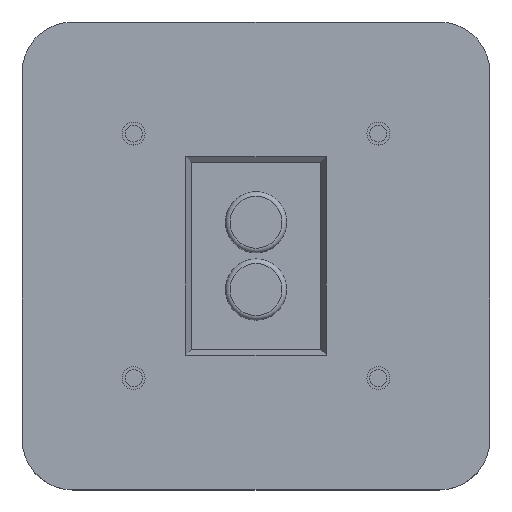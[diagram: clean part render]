
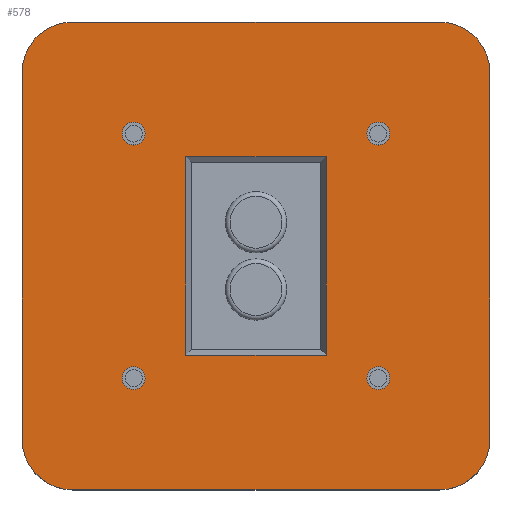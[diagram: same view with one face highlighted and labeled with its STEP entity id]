
A CAD part, top view. The second image highlights one B-rep face of the part: STEP entity #578.
In plain terms, the highlighted planar face has unit normal (0, 0, 1).
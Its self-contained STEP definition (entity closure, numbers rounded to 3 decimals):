
#21=FACE_BOUND('',#203,.T.);
#22=FACE_BOUND('',#204,.T.);
#23=FACE_BOUND('',#205,.T.);
#24=FACE_BOUND('',#206,.T.);
#25=FACE_BOUND('',#207,.T.);
#39=PLANE('',#649);
#56=LINE('',#920,#94);
#59=LINE('',#926,#97);
#62=LINE('',#932,#100);
#65=LINE('',#936,#103);
#68=LINE('',#1173,#106);
#69=LINE('',#1177,#107);
#70=LINE('',#1181,#108);
#71=LINE('',#1184,#109);
#94=VECTOR('',#732,10.);
#97=VECTOR('',#737,10.);
#100=VECTOR('',#742,10.);
#103=VECTOR('',#747,10.);
#106=VECTOR('',#782,10.);
#107=VECTOR('',#785,10.);
#108=VECTOR('',#788,10.);
#109=VECTOR('',#791,10.);
#159=FACE_OUTER_BOUND('',#202,.T.);
#202=EDGE_LOOP('',(#468,#469,#470,#471,#472,#473,#474,#475));
#203=EDGE_LOOP('',(#476,#477,#478,#479));
#204=EDGE_LOOP('',(#480));
#205=EDGE_LOOP('',(#481));
#206=EDGE_LOOP('',(#482));
#207=EDGE_LOOP('',(#483));
#251=CIRCLE('',#646,3.732);
#253=CIRCLE('',#650,16.5);
#254=CIRCLE('',#651,16.5);
#255=CIRCLE('',#652,16.5);
#256=CIRCLE('',#653,16.5);
#257=CIRCLE('',#654,3.732);
#258=CIRCLE('',#655,3.732);
#259=CIRCLE('',#656,3.732);
#283=VERTEX_POINT('',#917);
#284=VERTEX_POINT('',#919);
#286=VERTEX_POINT('',#925);
#288=VERTEX_POINT('',#931);
#295=VERTEX_POINT('',#1162);
#297=VERTEX_POINT('',#1169);
#298=VERTEX_POINT('',#1170);
#299=VERTEX_POINT('',#1172);
#300=VERTEX_POINT('',#1174);
#301=VERTEX_POINT('',#1176);
#302=VERTEX_POINT('',#1178);
#303=VERTEX_POINT('',#1180);
#304=VERTEX_POINT('',#1182);
#305=VERTEX_POINT('',#1185);
#306=VERTEX_POINT('',#1187);
#307=VERTEX_POINT('',#1189);
#339=EDGE_CURVE('',#284,#283,#56,.T.);
#342=EDGE_CURVE('',#286,#284,#59,.T.);
#345=EDGE_CURVE('',#288,#286,#62,.T.);
#348=EDGE_CURVE('',#283,#288,#65,.T.);
#358=EDGE_CURVE('',#295,#295,#251,.T.);
#361=EDGE_CURVE('',#297,#298,#253,.T.);
#362=EDGE_CURVE('',#299,#298,#68,.T.);
#363=EDGE_CURVE('',#299,#300,#254,.T.);
#364=EDGE_CURVE('',#301,#300,#69,.T.);
#365=EDGE_CURVE('',#301,#302,#255,.T.);
#366=EDGE_CURVE('',#303,#302,#70,.T.);
#367=EDGE_CURVE('',#303,#304,#256,.T.);
#368=EDGE_CURVE('',#297,#304,#71,.T.);
#369=EDGE_CURVE('',#305,#305,#257,.T.);
#370=EDGE_CURVE('',#306,#306,#258,.T.);
#371=EDGE_CURVE('',#307,#307,#259,.T.);
#468=ORIENTED_EDGE('',*,*,#361,.T.);
#469=ORIENTED_EDGE('',*,*,#362,.F.);
#470=ORIENTED_EDGE('',*,*,#363,.T.);
#471=ORIENTED_EDGE('',*,*,#364,.F.);
#472=ORIENTED_EDGE('',*,*,#365,.T.);
#473=ORIENTED_EDGE('',*,*,#366,.F.);
#474=ORIENTED_EDGE('',*,*,#367,.T.);
#475=ORIENTED_EDGE('',*,*,#368,.F.);
#476=ORIENTED_EDGE('',*,*,#339,.T.);
#477=ORIENTED_EDGE('',*,*,#348,.T.);
#478=ORIENTED_EDGE('',*,*,#345,.T.);
#479=ORIENTED_EDGE('',*,*,#342,.T.);
#480=ORIENTED_EDGE('',*,*,#369,.T.);
#481=ORIENTED_EDGE('',*,*,#370,.T.);
#482=ORIENTED_EDGE('',*,*,#371,.T.);
#483=ORIENTED_EDGE('',*,*,#358,.T.);
#578=ADVANCED_FACE('',(#159,#21,#22,#23,#24,#25),#39,.T.);
#646=AXIS2_PLACEMENT_3D('',#1163,#771,#772);
#649=AXIS2_PLACEMENT_3D('',#1168,#778,#779);
#650=AXIS2_PLACEMENT_3D('',#1171,#780,#781);
#651=AXIS2_PLACEMENT_3D('',#1175,#783,#784);
#652=AXIS2_PLACEMENT_3D('',#1179,#786,#787);
#653=AXIS2_PLACEMENT_3D('',#1183,#789,#790);
#654=AXIS2_PLACEMENT_3D('',#1186,#792,#793);
#655=AXIS2_PLACEMENT_3D('',#1188,#794,#795);
#656=AXIS2_PLACEMENT_3D('',#1190,#796,#797);
#732=DIRECTION('',(0.,1.,0.));
#737=DIRECTION('',(-1.,0.,0.));
#742=DIRECTION('',(0.,-1.,0.));
#747=DIRECTION('',(1.,0.,0.));
#771=DIRECTION('center_axis',(0.,0.,-1.));
#772=DIRECTION('ref_axis',(-1.,0.,0.));
#778=DIRECTION('center_axis',(0.,0.,1.));
#779=DIRECTION('ref_axis',(-1.,0.,0.));
#780=DIRECTION('center_axis',(0.,0.,1.));
#781=DIRECTION('ref_axis',(1.,0.,0.));
#782=DIRECTION('',(1.,0.,0.));
#783=DIRECTION('center_axis',(0.,0.,1.));
#784=DIRECTION('ref_axis',(0.,1.,0.));
#785=DIRECTION('',(0.,1.,0.));
#786=DIRECTION('center_axis',(0.,0.,1.));
#787=DIRECTION('ref_axis',(-1.,0.,0.));
#788=DIRECTION('',(-1.,0.,0.));
#789=DIRECTION('center_axis',(0.,0.,1.));
#790=DIRECTION('ref_axis',(0.,-1.,0.));
#791=DIRECTION('',(0.,-1.,0.));
#792=DIRECTION('center_axis',(0.,0.,-1.));
#793=DIRECTION('ref_axis',(-1.,0.,0.));
#794=DIRECTION('center_axis',(0.,0.,-1.));
#795=DIRECTION('ref_axis',(-1.,0.,0.));
#796=DIRECTION('center_axis',(0.,0.,-1.));
#797=DIRECTION('ref_axis',(-1.,0.,0.));
#917=CARTESIAN_POINT('',(-23.,32.5,39.));
#919=CARTESIAN_POINT('',(-23.,-32.5,39.));
#920=CARTESIAN_POINT('',(-23.,16.25,39.));
#925=CARTESIAN_POINT('',(23.,-32.5,39.));
#926=CARTESIAN_POINT('',(-11.5,-32.5,39.));
#931=CARTESIAN_POINT('',(23.,32.5,39.));
#932=CARTESIAN_POINT('',(23.,-16.25,39.));
#936=CARTESIAN_POINT('',(11.5,32.5,39.));
#1162=CARTESIAN_POINT('',(-36.268,40.,39.));
#1163=CARTESIAN_POINT('Origin',(-40.,40.,39.));
#1168=CARTESIAN_POINT('Origin',(0.,0.,
39.));
#1169=CARTESIAN_POINT('',(76.5,60.,39.));
#1170=CARTESIAN_POINT('',(60.,76.5,39.));
#1171=CARTESIAN_POINT('Origin',(60.,60.,39.));
#1172=CARTESIAN_POINT('',(-60.,76.5,39.));
#1173=CARTESIAN_POINT('',(-60.,76.5,39.));
#1174=CARTESIAN_POINT('',(-76.5,60.,39.));
#1175=CARTESIAN_POINT('Origin',(-60.,60.,39.));
#1176=CARTESIAN_POINT('',(-76.5,-60.,39.));
#1177=CARTESIAN_POINT('',(-76.5,-60.,39.));
#1178=CARTESIAN_POINT('',(-60.,-76.5,39.));
#1179=CARTESIAN_POINT('Origin',(-60.,-60.,39.));
#1180=CARTESIAN_POINT('',(60.,-76.5,39.));
#1181=CARTESIAN_POINT('',(60.,-76.5,39.));
#1182=CARTESIAN_POINT('',(76.5,-60.,39.));
#1183=CARTESIAN_POINT('Origin',(60.,-60.,39.));
#1184=CARTESIAN_POINT('',(76.5,60.,39.));
#1185=CARTESIAN_POINT('',(-36.268,-40.,39.));
#1186=CARTESIAN_POINT('Origin',(-40.,-40.,39.));
#1187=CARTESIAN_POINT('',(43.732,-40.,39.));
#1188=CARTESIAN_POINT('Origin',(40.,-40.,39.));
#1189=CARTESIAN_POINT('',(43.732,40.,39.));
#1190=CARTESIAN_POINT('Origin',(40.,40.,39.));
